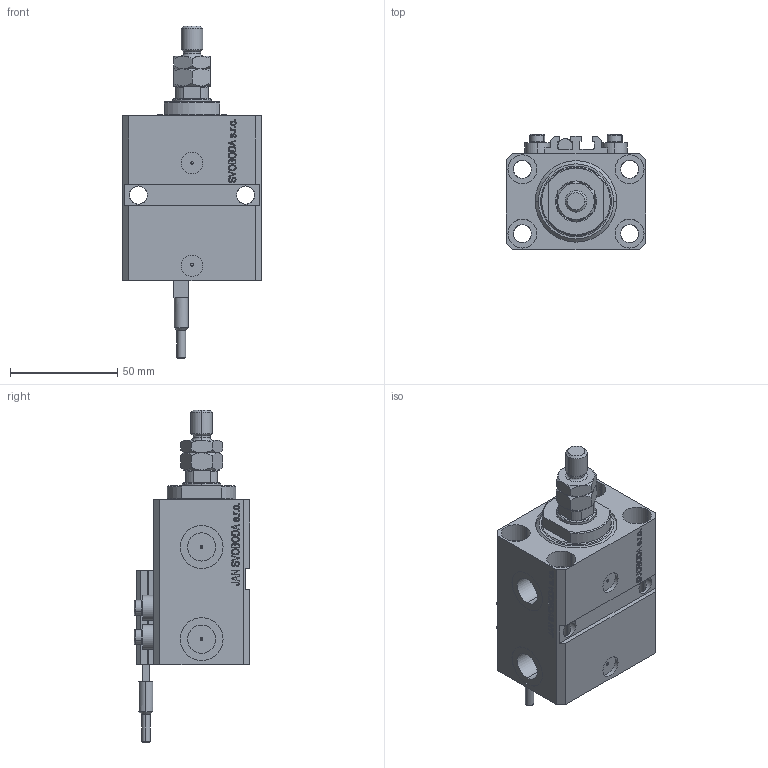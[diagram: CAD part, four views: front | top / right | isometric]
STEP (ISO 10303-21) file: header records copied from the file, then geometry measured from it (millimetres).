
FILE_DESCRIPTION (( 'STEP AP203' ), '1' );
FILE_NAME ('161e.STEP', '2021-04-19T10:04:04', ( '' ), ( '' ), 'SwSTEP 2.0', 'SolidWorks 2019', '' );
FILE_SCHEMA (( 'CONFIG_CONTROL_DESIGN' ));
Length unit declared in the file: millimetre
Products named in the file (7): 161e; ALLEN BOLT V250CE 3ab42f73605c851978a32e03c200c1eb; V250CE_E 3ab42f73605c851978a32e03c200c1eb; V250CE_VC_E 3ab42f73605c851978a32e03c200c1eb; V250CE_C_VCP 3ab42f73605c851978a32e03c200c1eb; SWITCH_V250CE 3ab42f73605c851978a32e03c200c1eb; MTA 3ab42f73605c851978a32e03c200c1eb
Assembly tree (9 placements, depth 2):
  161e
    V250CE_E 3ab42f73605c851978a32e03c200c1eb
    ALLEN BOLT V250CE 3ab42f73605c851978a32e03c200c1eb  x4
    V250CE_C_VCP 3ab42f73605c851978a32e03c200c1eb
    V250CE_VC_E 3ab42f73605c851978a32e03c200c1eb
    MTA 3ab42f73605c851978a32e03c200c1eb
    SWITCH_V250CE 3ab42f73605c851978a32e03c200c1eb
Bounding box: 65 x 54 x 154.9 mm (x, y, z)
Volume: 202429.7 mm3; surface area: 65515.1 mm2
Topology: 10 solids, 10 shells, 1158 faces, 2865 edges, 1844 vertices
Faces by surface type: plane 546, bspline 360, cylinder 148, cone 86, torus 18
Entity records: 50063 total; most frequent: CARTESIAN_POINT 25785, ORIENTED_EDGE 5420, DIRECTION 3654, EDGE_CURVE 2710, VERTEX_POINT 1760, VECTOR 1584, LINE 1584, EDGE_LOOP 1224
